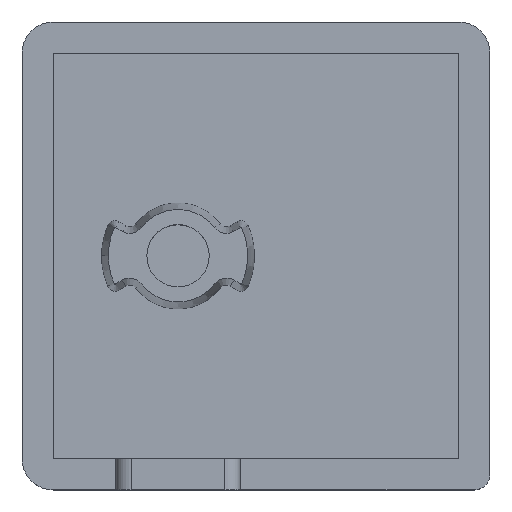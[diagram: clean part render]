
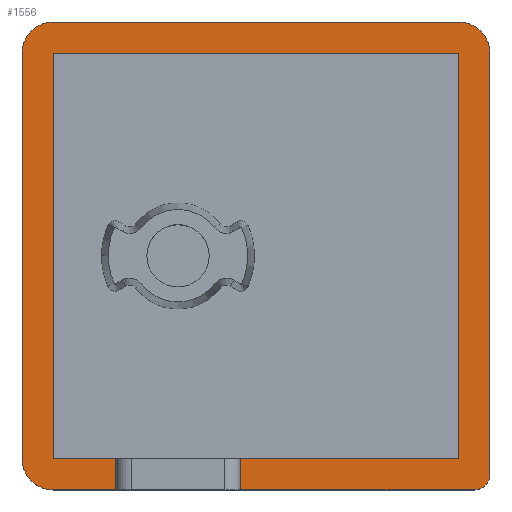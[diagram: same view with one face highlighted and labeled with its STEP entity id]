
A CAD part, top view. The second image highlights one B-rep face of the part: STEP entity #1556.
In plain terms, the highlighted planar face has unit normal (0, 0, 1).
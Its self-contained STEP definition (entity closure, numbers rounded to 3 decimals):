
#281 = DIRECTION ( 'NONE',  ( 1., 0., 0. ) ) ;
#283 = CARTESIAN_POINT ( 'NONE',  ( 0., 574.511, 0. ) ) ;
#285 = DIRECTION ( 'NONE',  ( 1., 0., 0. ) ) ;
#286 = DIRECTION ( 'NONE',  ( 0., 0., 1. ) ) ;
#287 = CARTESIAN_POINT ( 'NONE',  ( 950.463, 602.511, 0. ) ) ;
#291 = DIRECTION ( 'NONE',  ( 1., 0., 0. ) ) ;
#293 = DIRECTION ( 'NONE',  ( 0., 0., 1. ) ) ;
#294 = CARTESIAN_POINT ( 'NONE',  ( 976.463, 602.511, 0. ) ) ;
#295 = DIRECTION ( 'NONE',  ( 0., -1., 0. ) ) ;
#297 = CARTESIAN_POINT ( 'NONE',  ( 948.463, 0., 0. ) ) ;
#298 = DIRECTION ( 'NONE',  ( 1., 0., 0. ) ) ;
#299 = DIRECTION ( 'NONE',  ( 0., 0., 1. ) ) ;
#300 = CARTESIAN_POINT ( 'NONE',  ( 977.463, 575.511, 0. ) ) ;
#301 = DIRECTION ( 'NONE',  ( -1., 0., 0. ) ) ;
#303 = CARTESIAN_POINT ( 'NONE',  ( 0., 604.511, 0. ) ) ;
#304 = DIRECTION ( 'NONE',  ( 1., 0., 0. ) ) ;
#305 = DIRECTION ( 'NONE',  ( 0., 1., 0. ) ) ;
#306 = CARTESIAN_POINT ( 'NONE',  ( 978.463, 0., 0. ) ) ;
#307 = CARTESIAN_POINT ( 'NONE',  ( 962.463, 576.511, 0. ) ) ;
#308 = DIRECTION ( 'NONE',  ( -1., 0., 0. ) ) ;
#309 = CARTESIAN_POINT ( 'NONE',  ( 0., 576.511, 0. ) ) ;
#310 = DIRECTION ( 'NONE',  ( 0., -1., 0. ) ) ;
#311 = CARTESIAN_POINT ( 'NONE',  ( 976.463, 0., 0. ) ) ;
#312 = DIRECTION ( 'NONE',  ( 1., 0., 0. ) ) ;
#313 = CARTESIAN_POINT ( 'NONE',  ( 0., 602.511, 0. ) ) ;
#314 = DIRECTION ( 'NONE',  ( 0., 1., 0. ) ) ;
#315 = CARTESIAN_POINT ( 'NONE',  ( 950.463, 0., 0. ) ) ;
#316 = DIRECTION ( 'NONE',  ( -1., 0., 0. ) ) ;
#317 = DIRECTION ( 'NONE',  ( 0., 1., 0. ) ) ;
#321 = CARTESIAN_POINT ( 'NONE',  ( 954.463, 576.511, 0. ) ) ;
#322 = CARTESIAN_POINT ( 'NONE',  ( 0., 576.511, 0. ) ) ;
#327 = DIRECTION ( 'NONE',  ( 0., -1., 0. ) ) ;
#331 = CARTESIAN_POINT ( 'NONE',  ( 0., 574.511, 0. ) ) ;
#332 = DIRECTION ( 'NONE',  ( 1., 0., 0. ) ) ;
#333 = DIRECTION ( 'NONE',  ( 0., 0., 1. ) ) ;
#334 = CARTESIAN_POINT ( 'NONE',  ( 950.463, 576.511, 0. ) ) ;
#650 = DIRECTION ( 'NONE',  ( 1., 0., 0. ) ) ;
#651 = DIRECTION ( 'NONE',  ( 0., 0., 1. ) ) ;
#653 = PLANE ( 'NONE',  #1618 ) ;
#656 = CARTESIAN_POINT ( 'NONE',  ( 0., 0., 0. ) ) ;
#683 = CARTESIAN_POINT ( 'NONE',  ( 950.463, 574.511, 0. ) ) ;
#684 = CARTESIAN_POINT ( 'NONE',  ( 948.463, 576.511, 0. ) ) ;
#685 = CARTESIAN_POINT ( 'NONE',  ( 948.463, 602.511, 0. ) ) ;
#686 = CARTESIAN_POINT ( 'NONE',  ( 950.463, 604.511, 0. ) ) ;
#687 = CARTESIAN_POINT ( 'NONE',  ( 976.463, 604.511, 0. ) ) ;
#688 = CARTESIAN_POINT ( 'NONE',  ( 978.463, 602.511, 0. ) ) ;
#689 = CARTESIAN_POINT ( 'NONE',  ( 978.463, 575.511, 0. ) ) ;
#690 = CARTESIAN_POINT ( 'NONE',  ( 977.463, 574.511, 0. ) ) ;
#692 = CARTESIAN_POINT ( 'NONE',  ( 962.463, 576.511, 0. ) ) ;
#693 = CARTESIAN_POINT ( 'NONE',  ( 976.463, 576.511, 0. ) ) ;
#694 = CARTESIAN_POINT ( 'NONE',  ( 976.463, 602.511, 0. ) ) ;
#695 = CARTESIAN_POINT ( 'NONE',  ( 950.463, 602.511, 0. ) ) ;
#696 = CARTESIAN_POINT ( 'NONE',  ( 950.463, 576.511, 0. ) ) ;
#697 = CARTESIAN_POINT ( 'NONE',  ( 962.463, 574.511, 0. ) ) ;
#699 = CARTESIAN_POINT ( 'NONE',  ( 954.463, 574.511, 0. ) ) ;
#706 = CARTESIAN_POINT ( 'NONE',  ( 954.463, 576.511, 0. ) ) ;
#969 = EDGE_LOOP ( 'NONE', ( #1503, #1504, #1505, #1506, #1512, #1510, #1514, #1513, #1515, #1507, #1508, #1509, #1519, #1518, #1517, #1516 ) ) ;
#1116 = VECTOR ( 'NONE', #281, 1000. ) ;
#1118 = VECTOR ( 'NONE', #295, 1000. ) ;
#1119 = LINE ( 'NONE', #283, #1116 ) ;
#1120 = LINE ( 'NONE', #297, #1118 ) ;
#1121 = VECTOR ( 'NONE', #301, 1000. ) ;
#1122 = CIRCLE ( 'NONE', #1931, 2. ) ;
#1123 = LINE ( 'NONE', #303, #1121 ) ;
#1124 = VECTOR ( 'NONE', #317, 1000. ) ;
#1125 = CIRCLE ( 'NONE', #1929, 2. ) ;
#1126 = LINE ( 'NONE', #306, #1124 ) ;
#1127 = VECTOR ( 'NONE', #304, 1000. ) ;
#1128 = CIRCLE ( 'NONE', #1932, 1. ) ;
#1129 = VECTOR ( 'NONE', #305, 1000. ) ;
#1131 = VECTOR ( 'NONE', #308, 1000. ) ;
#1132 = LINE ( 'NONE', #307, #1129 ) ;
#1133 = VECTOR ( 'NONE', #310, 1000. ) ;
#1134 = LINE ( 'NONE', #309, #1131 ) ;
#1135 = VECTOR ( 'NONE', #312, 1000. ) ;
#1136 = LINE ( 'NONE', #311, #1133 ) ;
#1137 = VECTOR ( 'NONE', #314, 1000. ) ;
#1138 = LINE ( 'NONE', #313, #1135 ) ;
#1139 = VECTOR ( 'NONE', #316, 1000. ) ;
#1140 = LINE ( 'NONE', #315, #1137 ) ;
#1141 = VECTOR ( 'NONE', #327, 1000. ) ;
#1142 = LINE ( 'NONE', #331, #1127 ) ;
#1143 = LINE ( 'NONE', #322, #1139 ) ;
#1145 = LINE ( 'NONE', #321, #1141 ) ;
#1150 = CIRCLE ( 'NONE', #1794, 2. ) ;
#1368 = VERTEX_POINT ( 'NONE', #706 ) ;
#1375 = VERTEX_POINT ( 'NONE', #699 ) ;
#1377 = VERTEX_POINT ( 'NONE', #697 ) ;
#1378 = VERTEX_POINT ( 'NONE', #696 ) ;
#1379 = VERTEX_POINT ( 'NONE', #695 ) ;
#1380 = VERTEX_POINT ( 'NONE', #694 ) ;
#1381 = VERTEX_POINT ( 'NONE', #693 ) ;
#1382 = VERTEX_POINT ( 'NONE', #692 ) ;
#1385 = VERTEX_POINT ( 'NONE', #690 ) ;
#1386 = VERTEX_POINT ( 'NONE', #689 ) ;
#1387 = VERTEX_POINT ( 'NONE', #688 ) ;
#1388 = VERTEX_POINT ( 'NONE', #687 ) ;
#1389 = VERTEX_POINT ( 'NONE', #686 ) ;
#1390 = VERTEX_POINT ( 'NONE', #685 ) ;
#1391 = VERTEX_POINT ( 'NONE', #684 ) ;
#1392 = VERTEX_POINT ( 'NONE', #683 ) ;
#1416 = FACE_OUTER_BOUND ( 'NONE', #969, .T. ) ;
#1503 = ORIENTED_EDGE ( 'NONE', *, *, #1657, .F. ) ;
#1504 = ORIENTED_EDGE ( 'NONE', *, *, #1658, .T. ) ;
#1505 = ORIENTED_EDGE ( 'NONE', *, *, #1659, .T. ) ;
#1506 = ORIENTED_EDGE ( 'NONE', *, *, #1660, .T. ) ;
#1507 = ORIENTED_EDGE ( 'NONE', *, *, #1666, .T. ) ;
#1508 = ORIENTED_EDGE ( 'NONE', *, *, #1667, .T. ) ;
#1509 = ORIENTED_EDGE ( 'NONE', *, *, #1668, .T. ) ;
#1510 = ORIENTED_EDGE ( 'NONE', *, *, #1662, .T. ) ;
#1512 = ORIENTED_EDGE ( 'NONE', *, *, #1661, .T. ) ;
#1513 = ORIENTED_EDGE ( 'NONE', *, *, #1664, .T. ) ;
#1514 = ORIENTED_EDGE ( 'NONE', *, *, #1663, .F. ) ;
#1515 = ORIENTED_EDGE ( 'NONE', *, *, #1665, .T. ) ;
#1516 = ORIENTED_EDGE ( 'NONE', *, *, #1671, .T. ) ;
#1517 = ORIENTED_EDGE ( 'NONE', *, *, #1652, .T. ) ;
#1518 = ORIENTED_EDGE ( 'NONE', *, *, #1670, .T. ) ;
#1519 = ORIENTED_EDGE ( 'NONE', *, *, #1669, .T. ) ;
#1556 = ADVANCED_FACE ( 'NONE', ( #1416 ), #653, .T. ) ;
#1618 = AXIS2_PLACEMENT_3D ( 'NONE', #656, #651, #650 ) ;
#1652 = EDGE_CURVE ( 'NONE', #1391, #1392, #1150, .T. ) ;
#1657 = EDGE_CURVE ( 'NONE', #1368, #1375, #1145, .T. ) ;
#1658 = EDGE_CURVE ( 'NONE', #1368, #1378, #1143, .T. ) ;
#1659 = EDGE_CURVE ( 'NONE', #1378, #1379, #1140, .T. ) ;
#1660 = EDGE_CURVE ( 'NONE', #1379, #1380, #1138, .T. ) ;
#1661 = EDGE_CURVE ( 'NONE', #1380, #1381, #1136, .T. ) ;
#1662 = EDGE_CURVE ( 'NONE', #1381, #1382, #1134, .T. ) ;
#1663 = EDGE_CURVE ( 'NONE', #1377, #1382, #1132, .T. ) ;
#1664 = EDGE_CURVE ( 'NONE', #1377, #1385, #1142, .T. ) ;
#1665 = EDGE_CURVE ( 'NONE', #1385, #1386, #1128, .T. ) ;
#1666 = EDGE_CURVE ( 'NONE', #1386, #1387, #1126, .T. ) ;
#1667 = EDGE_CURVE ( 'NONE', #1387, #1388, #1125, .T. ) ;
#1668 = EDGE_CURVE ( 'NONE', #1388, #1389, #1123, .T. ) ;
#1669 = EDGE_CURVE ( 'NONE', #1389, #1390, #1122, .T. ) ;
#1670 = EDGE_CURVE ( 'NONE', #1390, #1391, #1120, .T. ) ;
#1671 = EDGE_CURVE ( 'NONE', #1392, #1375, #1119, .T. ) ;
#1794 = AXIS2_PLACEMENT_3D ( 'NONE', #334, #333, #332 ) ;
#1929 = AXIS2_PLACEMENT_3D ( 'NONE', #294, #293, #291 ) ;
#1931 = AXIS2_PLACEMENT_3D ( 'NONE', #287, #286, #285 ) ;
#1932 = AXIS2_PLACEMENT_3D ( 'NONE', #300, #299, #298 ) ;
